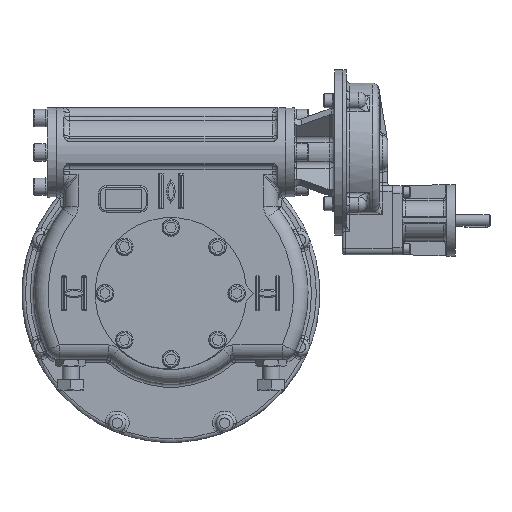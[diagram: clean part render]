
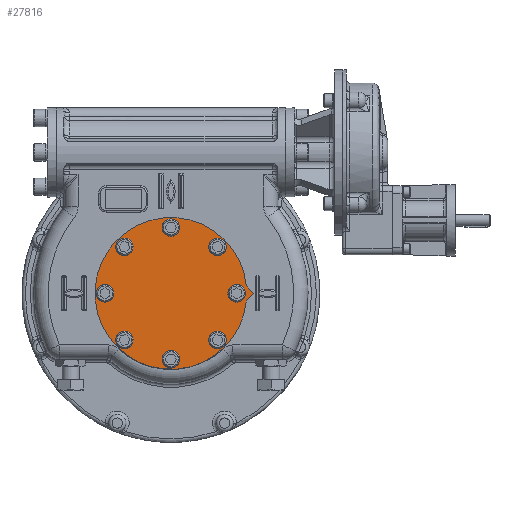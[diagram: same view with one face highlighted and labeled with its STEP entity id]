
A CAD part, top view. The second image highlights one B-rep face of the part: STEP entity #27816.
In plain terms, the highlighted planar face has unit normal (0, 0, 1).
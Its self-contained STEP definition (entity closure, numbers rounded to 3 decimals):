
#2207=CIRCLE('',#30853,132.5);
#2216=CIRCLE('',#30866,10.5);
#2217=CIRCLE('',#30867,10.5);
#2218=CIRCLE('',#30868,10.5);
#2219=CIRCLE('',#30869,10.5);
#2220=CIRCLE('',#30870,10.5);
#2221=CIRCLE('',#30871,10.5);
#2222=CIRCLE('',#30872,10.5);
#2223=CIRCLE('',#30873,10.5);
#4555=LINE('',#63855,#6660);
#4558=LINE('',#63860,#6663);
#6660=VECTOR('',#37021,1000.);
#6663=VECTOR('',#37026,1000.);
#12543=ORIENTED_EDGE('',*,*,#17831,.F.);
#12544=ORIENTED_EDGE('',*,*,#17832,.F.);
#12545=ORIENTED_EDGE('',*,*,#17833,.F.);
#12546=ORIENTED_EDGE('',*,*,#17834,.F.);
#12547=ORIENTED_EDGE('',*,*,#17835,.F.);
#12548=ORIENTED_EDGE('',*,*,#17836,.F.);
#12549=ORIENTED_EDGE('',*,*,#17837,.F.);
#12550=ORIENTED_EDGE('',*,*,#17838,.F.);
#12551=ORIENTED_EDGE('',*,*,#17816,.F.);
#12552=ORIENTED_EDGE('',*,*,#17822,.F.);
#12553=ORIENTED_EDGE('',*,*,#17819,.F.);
#17816=EDGE_CURVE('',#21609,#21610,#2207,.T.);
#17819=EDGE_CURVE('',#21610,#21612,#4555,.T.);
#17822=EDGE_CURVE('',#21612,#21609,#4558,.T.);
#17831=EDGE_CURVE('',#21621,#21621,#2216,.T.);
#17832=EDGE_CURVE('',#21622,#21622,#2217,.T.);
#17833=EDGE_CURVE('',#21623,#21623,#2218,.T.);
#17834=EDGE_CURVE('',#21624,#21624,#2219,.T.);
#17835=EDGE_CURVE('',#21625,#21625,#2220,.T.);
#17836=EDGE_CURVE('',#21626,#21626,#2221,.T.);
#17837=EDGE_CURVE('',#21627,#21627,#2222,.T.);
#17838=EDGE_CURVE('',#21628,#21628,#2223,.T.);
#21609=VERTEX_POINT('',#63848);
#21610=VERTEX_POINT('',#63850);
#21612=VERTEX_POINT('',#63856);
#21621=VERTEX_POINT('',#63880);
#21622=VERTEX_POINT('',#63882);
#21623=VERTEX_POINT('',#63884);
#21624=VERTEX_POINT('',#63886);
#21625=VERTEX_POINT('',#63888);
#21626=VERTEX_POINT('',#63890);
#21627=VERTEX_POINT('',#63892);
#21628=VERTEX_POINT('',#63894);
#24078=EDGE_LOOP('',(#12543));
#24079=EDGE_LOOP('',(#12544));
#24080=EDGE_LOOP('',(#12545));
#24081=EDGE_LOOP('',(#12546));
#24082=EDGE_LOOP('',(#12547));
#24083=EDGE_LOOP('',(#12548));
#24084=EDGE_LOOP('',(#12549));
#24085=EDGE_LOOP('',(#12550));
#24086=EDGE_LOOP('',(#12551,#12552,#12553));
#25794=FACE_BOUND('',#24078,.T.);
#25795=FACE_BOUND('',#24079,.T.);
#25796=FACE_BOUND('',#24080,.T.);
#25797=FACE_BOUND('',#24081,.T.);
#25798=FACE_BOUND('',#24082,.T.);
#25799=FACE_BOUND('',#24083,.T.);
#25800=FACE_BOUND('',#24084,.T.);
#25801=FACE_BOUND('',#24085,.T.);
#25802=FACE_BOUND('',#24086,.T.);
#26718=PLANE('',#30865);
#27816=ADVANCED_FACE('',(#25794,#25795,#25796,#25797,#25798,#25799,#25800,
#25801,#25802),#26718,.F.);
#30853=AXIS2_PLACEMENT_3D('',#63849,#37015,#37016);
#30865=AXIS2_PLACEMENT_3D('',#63878,#37045,#37046);
#30866=AXIS2_PLACEMENT_3D('',#63879,#37047,#37048);
#30867=AXIS2_PLACEMENT_3D('',#63881,#37049,#37050);
#30868=AXIS2_PLACEMENT_3D('',#63883,#37051,#37052);
#30869=AXIS2_PLACEMENT_3D('',#63885,#37053,#37054);
#30870=AXIS2_PLACEMENT_3D('',#63887,#37055,#37056);
#30871=AXIS2_PLACEMENT_3D('',#63889,#37057,#37058);
#30872=AXIS2_PLACEMENT_3D('',#63891,#37059,#37060);
#30873=AXIS2_PLACEMENT_3D('',#63893,#37061,#37062);
#37015=DIRECTION('',(0.,0.,-1.));
#37016=DIRECTION('',(1.,0.,0.));
#37021=DIRECTION('',(0.707,-0.707,0.));
#37026=DIRECTION('',(-0.707,-0.707,0.));
#37045=DIRECTION('',(0.,0.,-1.));
#37046=DIRECTION('',(-1.,0.,0.));
#37047=DIRECTION('',(0.,0.,1.));
#37048=DIRECTION('',(1.,0.,0.));
#37049=DIRECTION('',(0.,0.,1.));
#37050=DIRECTION('',(0.707,-0.707,0.));
#37051=DIRECTION('',(0.,0.,1.));
#37052=DIRECTION('',(0.,-1.,0.));
#37053=DIRECTION('',(0.,0.,1.));
#37054=DIRECTION('',(-0.707,-0.707,0.));
#37055=DIRECTION('',(0.,0.,1.));
#37056=DIRECTION('',(-1.,0.,0.));
#37057=DIRECTION('',(0.,0.,1.));
#37058=DIRECTION('',(-0.707,0.707,0.));
#37059=DIRECTION('',(0.,0.,1.));
#37060=DIRECTION('',(0.,1.,0.));
#37061=DIRECTION('',(0.,0.,1.));
#37062=DIRECTION('',(0.707,0.707,0.));
#63848=CARTESIAN_POINT('',(131.845,-13.155,70.25));
#63849=CARTESIAN_POINT('',(0.,0.,70.25));
#63850=CARTESIAN_POINT('',(131.845,13.155,70.25));
#63855=CARTESIAN_POINT('',(131.845,13.155,70.25));
#63856=CARTESIAN_POINT('',(145.,0.,70.25));
#63860=CARTESIAN_POINT('',(145.,0.,70.25));
#63878=CARTESIAN_POINT('',(0.,0.,70.25));
#63879=CARTESIAN_POINT('',(0.,115.,70.25));
#63880=CARTESIAN_POINT('',(10.5,115.,70.25));
#63881=CARTESIAN_POINT('',(81.317,81.317,70.25));
#63882=CARTESIAN_POINT('',(88.742,73.893,70.25));
#63883=CARTESIAN_POINT('',(115.,0.,70.25));
#63884=CARTESIAN_POINT('',(115.,-10.5,70.25));
#63885=CARTESIAN_POINT('',(81.317,-81.317,70.25));
#63886=CARTESIAN_POINT('',(73.893,-88.742,70.25));
#63887=CARTESIAN_POINT('',(0.,-115.,70.25));
#63888=CARTESIAN_POINT('',(-10.5,-115.,70.25));
#63889=CARTESIAN_POINT('',(-81.317,-81.317,70.25));
#63890=CARTESIAN_POINT('',(-88.742,-73.893,70.25));
#63891=CARTESIAN_POINT('',(-115.,0.,70.25));
#63892=CARTESIAN_POINT('',(-115.,10.5,70.25));
#63893=CARTESIAN_POINT('',(-81.317,81.317,70.25));
#63894=CARTESIAN_POINT('',(-73.893,88.742,70.25));
